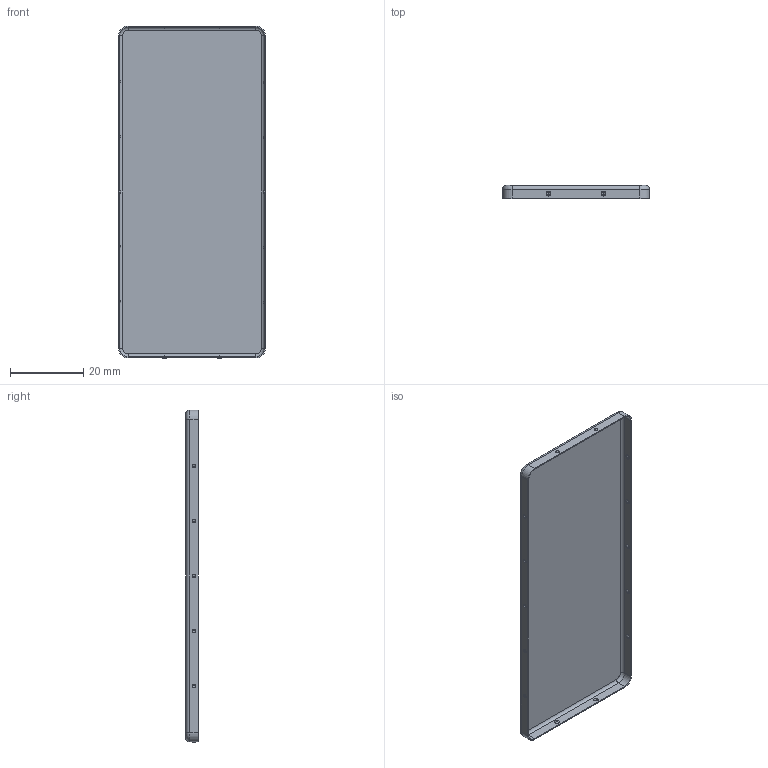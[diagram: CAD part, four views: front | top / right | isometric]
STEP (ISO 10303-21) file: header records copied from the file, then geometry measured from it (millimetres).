
FILE_DESCRIPTION (( 'STEP AP203' ), '1' );
FILE_NAME ('MS900-10C.step', '2024-04-21T05:14:08', ( '' ), ( '' ), 'SwSTEP 2.0', 'SolidWorks 2023', '' );
FILE_SCHEMA (( 'CONFIG_CONTROL_DESIGN' ));
Length unit declared in the file: millimetre
Products named in the file (1): MS900-10C
Bounding box: 40 x 3.5 x 90.6 mm (x, y, z)
Volume: 1300.4 mm3; surface area: 8746.5 mm2
Topology: 1 solids, 1 shells, 98 faces, 200 edges, 132 vertices
Faces by surface type: sphere 56, plane 18, cylinder 16, torus 8
Entity records: 2741 total; most frequent: DIRECTION 550, CARTESIAN_POINT 431, ORIENTED_EDGE 400, AXIS2_PLACEMENT_3D 251, EDGE_CURVE 200, CIRCLE 152, VERTEX_POINT 132, EDGE_LOOP 126
